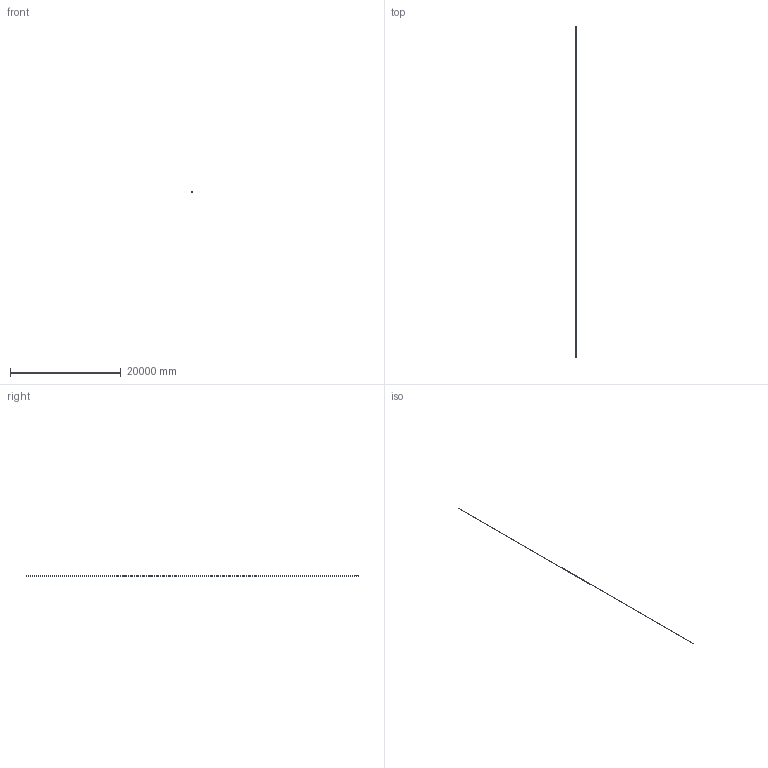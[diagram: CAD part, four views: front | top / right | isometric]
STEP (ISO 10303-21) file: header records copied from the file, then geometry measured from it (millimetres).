
FILE_DESCRIPTION(/* description */ (''),/* implementation_level */ '2;1');
FILE_NAME(/* name */ '11145.stp',/* time_stamp */ '2019-08-13T11:14:44+02:00',/* author */ ('GAN'),/* organization */ (''),/* preprocessor_version */ 'ST-DEVELOPER v17.2',/* originating_system */ 'Autodesk Inventor 2019',/* authorisation */ '');
FILE_SCHEMA (('AUTOMOTIVE_DESIGN { 1 0 10303 214 3 1 1 }'));
Length unit declared in the file: centimetre
Products named in the file (1): 11145_128
Bounding box: 26.4 x 60000 x 32.1 mm (x, y, z)
Volume: 10905895.9 mm3; surface area: 12160874.3 mm2
Topology: 1 solids, 1 shells, 68 faces, 198 edges, 132 vertices
Faces by surface type: plane 36, cylinder 32
Entity records: 2323 total; most frequent: DIRECTION 400, CARTESIAN_POINT 399, ORIENTED_EDGE 396, EDGE_CURVE 198, LINE 134, VECTOR 134, AXIS2_PLACEMENT_3D 133, VERTEX_POINT 132
